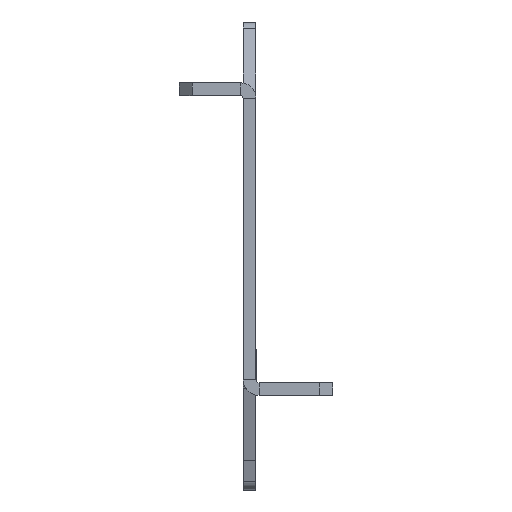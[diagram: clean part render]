
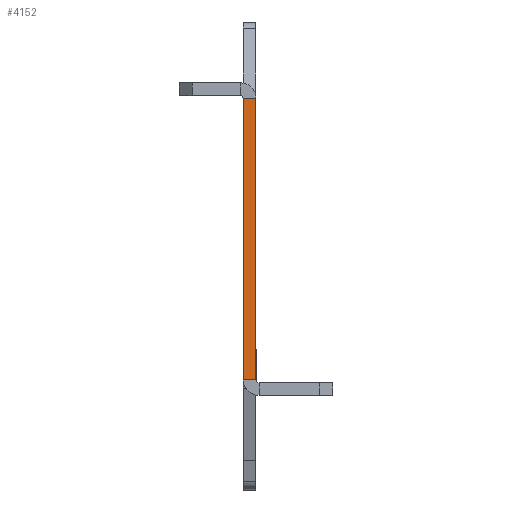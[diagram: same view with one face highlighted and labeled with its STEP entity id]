
A CAD part, left-side view. The second image highlights one B-rep face of the part: STEP entity #4152.
In plain terms, the highlighted planar face has unit normal (-1, 0, 0).
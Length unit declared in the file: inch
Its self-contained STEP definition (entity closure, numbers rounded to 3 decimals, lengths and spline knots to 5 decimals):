
#21=LINE('',#6641,#145);
#44=LINE('',#6710,#168);
#90=LINE('',#6812,#214);
#91=LINE('',#6813,#215);
#145=VECTOR('',#5602,2.75);
#168=VECTOR('',#5649,2.75);
#214=VECTOR('',#5751,0.125);
#215=VECTOR('',#5752,0.125);
#279=PLANE('',#4672);
#905=FACE_OUTER_BOUND('',#1489,.T.);
#1489=EDGE_LOOP('',(#3380,#3381,#3382,#3383));
#2202=VERTEX_POINT('',#6638);
#2203=VERTEX_POINT('',#6640);
#2236=VERTEX_POINT('',#6707);
#2237=VERTEX_POINT('',#6709);
#2586=EDGE_CURVE('',#2202,#2203,#21,.T.);
#2620=EDGE_CURVE('',#2237,#2236,#44,.T.);
#2676=EDGE_CURVE('',#2237,#2202,#90,.T.);
#2677=EDGE_CURVE('',#2236,#2203,#91,.T.);
#3380=ORIENTED_EDGE('',*,*,#2676,.F.);
#3381=ORIENTED_EDGE('',*,*,#2620,.T.);
#3382=ORIENTED_EDGE('',*,*,#2677,.T.);
#3383=ORIENTED_EDGE('',*,*,#2586,.F.);
#4152=ADVANCED_FACE('',(#905),#279,.F.);
#4672=AXIS2_PLACEMENT_3D('',#6811,#5749,#5750);
#5602=DIRECTION('',(0.,0.,1.));
#5649=DIRECTION('',(0.,0.,1.));
#5749=DIRECTION('center_axis',(1.,0.,0.));
#5750=DIRECTION('ref_axis',(0.,0.,1.));
#5751=DIRECTION('',(0.,1.,0.));
#5752=DIRECTION('',(0.,1.,0.));
#6638=CARTESIAN_POINT('',(0.,0.125,-2.75));
#6640=CARTESIAN_POINT('',(0.,0.125,0.));
#6641=CARTESIAN_POINT('',(0.,0.125,0.));
#6707=CARTESIAN_POINT('',(0.,0.,0.));
#6709=CARTESIAN_POINT('',(0.,0.,-2.75));
#6710=CARTESIAN_POINT('',(0.,0.,-2.75));
#6811=CARTESIAN_POINT('Origin',(0.,0.125,0.));
#6812=CARTESIAN_POINT('',(0.,0.125,-2.75));
#6813=CARTESIAN_POINT('',(0.,0.125,0.));
